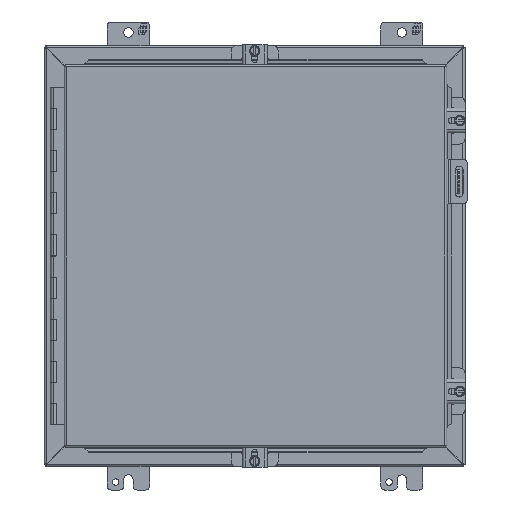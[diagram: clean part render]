
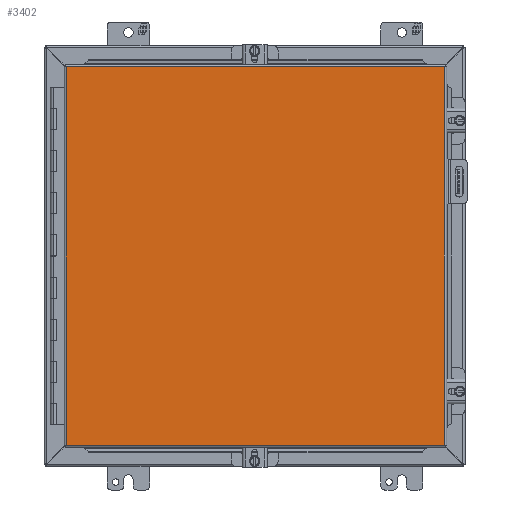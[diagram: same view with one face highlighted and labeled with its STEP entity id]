
A CAD part, front view. The second image highlights one B-rep face of the part: STEP entity #3402.
In plain terms, the highlighted planar face has unit normal (0, -1, 0).
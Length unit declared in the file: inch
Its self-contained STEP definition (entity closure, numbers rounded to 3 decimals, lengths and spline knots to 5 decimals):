
#770 = LINE ( 'NONE', #21747, #18549 ) ;
#2426 = CARTESIAN_POINT ( 'NONE',  ( -8.954, -7.21, -8.9945 ) ) ;
#2871 = CARTESIAN_POINT ( 'NONE',  ( -8.954, -7.21, -8.9945 ) ) ;
#3402 = ADVANCED_FACE ( 'NONE', ( #7742 ), #41678, .T. ) ;
#3499 = CARTESIAN_POINT ( 'NONE',  ( 9.018, -7.21, 8.9945 ) ) ;
#3639 = ORIENTED_EDGE ( 'NONE', *, *, #4500, .F. ) ;
#3675 = DIRECTION ( 'NONE',  ( -1., 0., 0. ) ) ;
#4500 = EDGE_CURVE ( 'NONE', #27557, #28974, #30525, .T. ) ;
#6177 = ORIENTED_EDGE ( 'NONE', *, *, #31983, .F. ) ;
#6509 = VECTOR ( 'NONE', #13541, 39.37008 ) ;
#7742 = FACE_OUTER_BOUND ( 'NONE', #38234, .T. ) ;
#13541 = DIRECTION ( 'NONE',  ( 0., 0., -1. ) ) ;
#13760 = LINE ( 'NONE', #3499, #6509 ) ;
#14430 = DIRECTION ( 'NONE',  ( 0., -1., 0. ) ) ;
#16033 = VECTOR ( 'NONE', #29667, 39.37008 ) ;
#17324 = DIRECTION ( 'NONE',  ( 0., 0., -1. ) ) ;
#18549 = VECTOR ( 'NONE', #3675, 39.37008 ) ;
#20905 = DIRECTION ( 'NONE',  ( 1., 0., 0. ) ) ;
#21747 = CARTESIAN_POINT ( 'NONE',  ( 9.018, -7.21, -8.9945 ) ) ;
#22395 = EDGE_CURVE ( 'NONE', #28974, #23218, #13760, .T. ) ;
#23218 = VERTEX_POINT ( 'NONE', #42666 ) ;
#25863 = LINE ( 'NONE', #2426, #16033 ) ;
#27055 = ORIENTED_EDGE ( 'NONE', *, *, #22395, .F. ) ;
#27398 = CARTESIAN_POINT ( 'NONE',  ( -8.954, -7.21, 8.9945 ) ) ;
#27557 = VERTEX_POINT ( 'NONE', #34286 ) ;
#28974 = VERTEX_POINT ( 'NONE', #36550 ) ;
#29667 = DIRECTION ( 'NONE',  ( 0., 0., 1. ) ) ;
#30321 = AXIS2_PLACEMENT_3D ( 'NONE', #30738, #14430, #17324 ) ;
#30525 = LINE ( 'NONE', #27398, #32518 ) ;
#30738 = CARTESIAN_POINT ( 'NONE',  ( -8.954, -7.21, -8.9945 ) ) ;
#31983 = EDGE_CURVE ( 'NONE', #23218, #39061, #770, .T. ) ;
#32518 = VECTOR ( 'NONE', #20905, 39.37008 ) ;
#34286 = CARTESIAN_POINT ( 'NONE',  ( -8.954, -7.21, 8.9945 ) ) ;
#36550 = CARTESIAN_POINT ( 'NONE',  ( 9.018, -7.21, 8.9945 ) ) ;
#36552 = EDGE_CURVE ( 'NONE', #39061, #27557, #25863, .T. ) ;
#37794 = ORIENTED_EDGE ( 'NONE', *, *, #36552, .F. ) ;
#38234 = EDGE_LOOP ( 'NONE', ( #27055, #3639, #37794, #6177 ) ) ;
#39061 = VERTEX_POINT ( 'NONE', #2871 ) ;
#41678 = PLANE ( 'NONE',  #30321 ) ;
#42666 = CARTESIAN_POINT ( 'NONE',  ( 9.018, -7.21, -8.9945 ) ) ;
